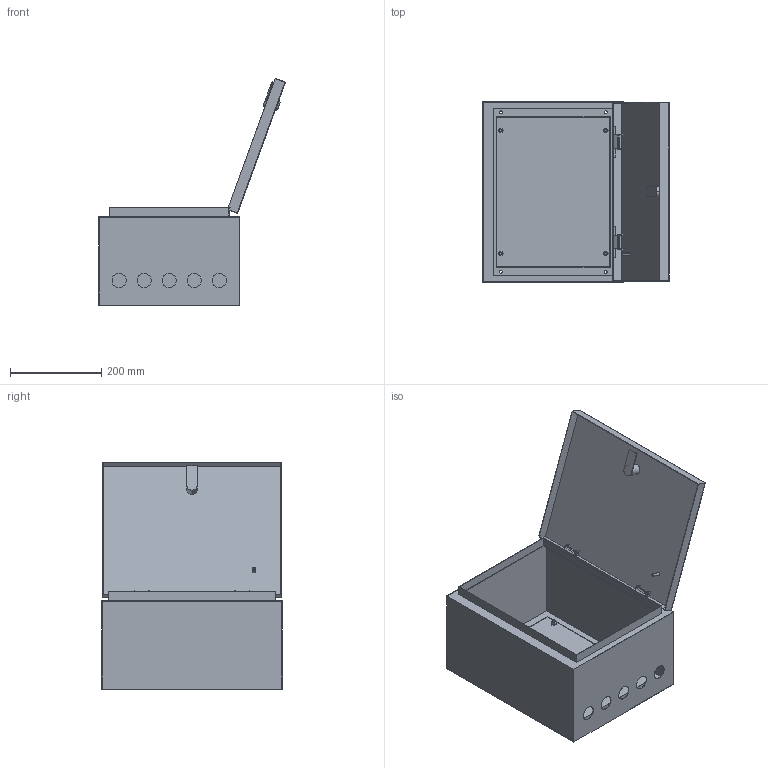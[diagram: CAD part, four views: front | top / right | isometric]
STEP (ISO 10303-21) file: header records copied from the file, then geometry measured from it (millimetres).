
FILE_DESCRIPTION (( 'STEP AP214' ), '1' );
FILE_NAME ('SHMP-1-3 LIGHT IP54.STEP', '2016-10-24T09:28:44', ( 'user' ), ( '' ), 'SwSTEP 2.0', 'SolidWorks 2014', '' );
FILE_SCHEMA (( 'AUTOMOTIVE_DESIGN' ));
Length unit declared in the file: millimetre
Products named in the file (5): SHMP-1-3 LIGHT IP54; Dver_1; Gaika_6; Mont.Panel_1; Obolochka_SHMP_1
Assembly tree (7 placements, depth 2):
  SHMP-1-3 LIGHT IP54
    Obolochka_SHMP_1
    Mont.Panel_1
    Dver_1
    Gaika_6  x4
Bounding box: 409.85 x 395 x 498.46 mm (x, y, z)
Volume: 712731.2 mm3; surface area: 1397788.6 mm2
Topology: 13 solids, 13 shells, 227 faces, 547 edges, 360 vertices
Faces by surface type: plane 137, cylinder 76, cone 14
Entity records: 6109 total; most frequent: DIRECTION 1045, CARTESIAN_POINT 994, ORIENTED_EDGE 950, EDGE_CURVE 475, AXIS2_PLACEMENT_3D 363, LINE 319, VECTOR 319, VERTEX_POINT 312
